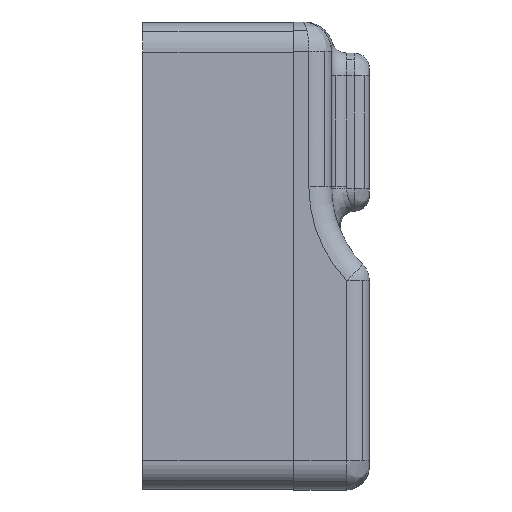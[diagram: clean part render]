
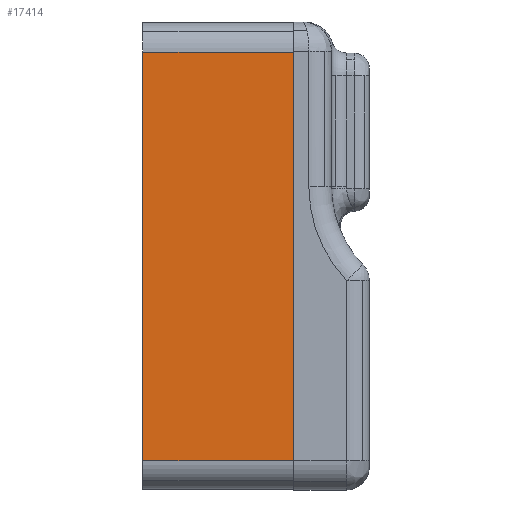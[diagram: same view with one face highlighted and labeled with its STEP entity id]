
A CAD part, left-side view. The second image highlights one B-rep face of the part: STEP entity #17414.
In plain terms, the highlighted planar face has unit normal (-1, 0, 0).
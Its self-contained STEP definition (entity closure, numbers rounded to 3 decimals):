
#351 = CARTESIAN_POINT ( 'NONE',  ( -25.9, -40., 64. ) ) ;
#569 = FACE_OUTER_BOUND ( 'NONE', #11341, .T. ) ;
#937 = PLANE ( 'NONE',  #11128 ) ;
#2609 = ORIENTED_EDGE ( 'NONE', *, *, #2801, .F. ) ;
#2745 = DIRECTION ( 'NONE',  ( 0., 1., 0. ) ) ;
#2748 = VECTOR ( 'NONE', #8894, 1000. ) ;
#2801 = EDGE_CURVE ( 'NONE', #8382, #4639, #17627, .T. ) ;
#2965 = VECTOR ( 'NONE', #17104, 1000. ) ;
#3099 = EDGE_CURVE ( 'NONE', #5612, #6648, #11397, .T. ) ;
#3932 = VECTOR ( 'NONE', #2745, 1000. ) ;
#4370 = EDGE_CURVE ( 'NONE', #4639, #5612, #18159, .T. ) ;
#4639 = VERTEX_POINT ( 'NONE', #13399 ) ;
#5526 = CARTESIAN_POINT ( 'NONE',  ( -25.9, -40., 9.9 ) ) ;
#5612 = VERTEX_POINT ( 'NONE', #12100 ) ;
#5664 = CARTESIAN_POINT ( 'NONE',  ( -25.9, -40., 24.5 ) ) ;
#6648 = VERTEX_POINT ( 'NONE', #12043 ) ;
#6720 = CARTESIAN_POINT ( 'NONE',  ( -25.9, -60., 24.5 ) ) ;
#6990 = CARTESIAN_POINT ( 'NONE',  ( -25.9, -40., 64. ) ) ;
#7715 = DIRECTION ( 'NONE',  ( 1., 0., 0. ) ) ;
#8382 = VERTEX_POINT ( 'NONE', #6990 ) ;
#8894 = DIRECTION ( 'NONE',  ( 0., -1., 0. ) ) ;
#9203 = ORIENTED_EDGE ( 'NONE', *, *, #4370, .F. ) ;
#9930 = VECTOR ( 'NONE', #13801, 1000. ) ;
#10792 = CARTESIAN_POINT ( 'NONE',  ( -25.9, -40., 12. ) ) ;
#11128 = AXIS2_PLACEMENT_3D ( 'NONE', #10792, #7715, #17953 ) ;
#11327 = EDGE_CURVE ( 'NONE', #6648, #8382, #14051, .T. ) ;
#11341 = EDGE_LOOP ( 'NONE', ( #2609, #14142, #15772, #9203 ) ) ;
#11397 = LINE ( 'NONE', #5526, #3932 ) ;
#12043 = CARTESIAN_POINT ( 'NONE',  ( -25.9, -40., 9.9 ) ) ;
#12100 = CARTESIAN_POINT ( 'NONE',  ( -25.9, -60., 9.9 ) ) ;
#13399 = CARTESIAN_POINT ( 'NONE',  ( -25.9, -60., 64. ) ) ;
#13801 = DIRECTION ( 'NONE',  ( 0., 0., -1. ) ) ;
#14051 = LINE ( 'NONE', #5664, #2965 ) ;
#14142 = ORIENTED_EDGE ( 'NONE', *, *, #11327, .F. ) ;
#15772 = ORIENTED_EDGE ( 'NONE', *, *, #3099, .F. ) ;
#17104 = DIRECTION ( 'NONE',  ( 0., 0., 1. ) ) ;
#17414 = ADVANCED_FACE ( 'NONE', ( #569 ), #937, .F. ) ;
#17627 = LINE ( 'NONE', #351, #2748 ) ;
#17953 = DIRECTION ( 'NONE',  ( 0., 0., 1. ) ) ;
#18159 = LINE ( 'NONE', #6720, #9930 ) ;
